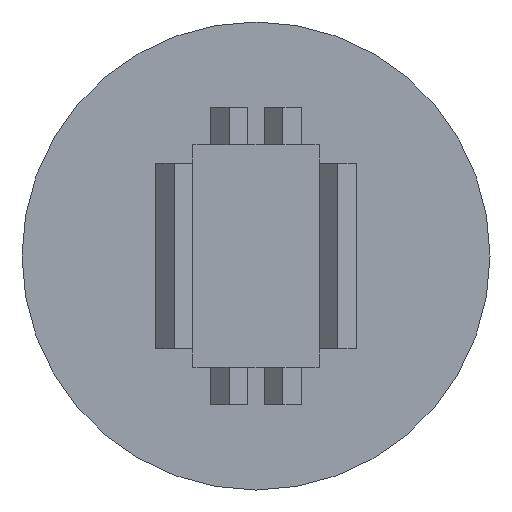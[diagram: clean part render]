
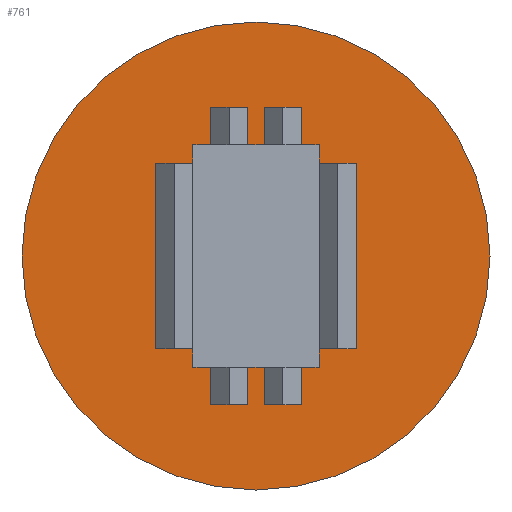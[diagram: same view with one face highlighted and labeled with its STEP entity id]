
A CAD part, front view. The second image highlights one B-rep face of the part: STEP entity #761.
In plain terms, the highlighted planar face has unit normal (0, -1, 0).
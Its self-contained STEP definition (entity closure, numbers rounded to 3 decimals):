
#15=FACE_BOUND('',#95,.T.);
#18=CIRCLE('',#814,12.6);
#56=FACE_OUTER_BOUND('',#94,.T.);
#94=EDGE_LOOP('',(#658));
#95=EDGE_LOOP('',(#659,#660,#661,#662,#663,#664,#665,#666,#667,#668,#669,
#670,#671,#672,#673,#674,#675,#676,#677,#678,#679,#680,#681,#682,#683,#684,
#685,#686));
#103=LINE('',#1023,#206);
#108=LINE('',#1034,#211);
#112=LINE('',#1043,#215);
#117=LINE('',#1054,#220);
#122=LINE('',#1063,#225);
#127=LINE('',#1073,#230);
#132=LINE('',#1083,#235);
#135=LINE('',#1089,#238);
#138=LINE('',#1093,#241);
#141=LINE('',#1099,#244);
#148=LINE('',#1113,#251);
#154=LINE('',#1125,#257);
#156=LINE('',#1129,#259);
#159=LINE('',#1133,#262);
#168=LINE('',#1153,#271);
#178=LINE('',#1174,#281);
#182=LINE('',#1181,#285);
#183=LINE('',#1183,#286);
#184=LINE('',#1185,#287);
#185=LINE('',#1187,#288);
#187=LINE('',#1192,#290);
#189=LINE('',#1195,#292);
#190=LINE('',#1196,#293);
#191=LINE('',#1198,#294);
#192=LINE('',#1201,#295);
#195=LINE('',#1206,#298);
#196=LINE('',#1207,#299);
#197=LINE('',#1209,#300);
#206=VECTOR('',#833,10.);
#211=VECTOR('',#840,10.);
#215=VECTOR('',#846,10.);
#220=VECTOR('',#853,10.);
#225=VECTOR('',#860,10.);
#230=VECTOR('',#869,10.);
#235=VECTOR('',#878,10.);
#238=VECTOR('',#881,10.);
#241=VECTOR('',#884,10.);
#244=VECTOR('',#889,10.);
#251=VECTOR('',#902,10.);
#257=VECTOR('',#914,10.);
#259=VECTOR('',#916,10.);
#262=VECTOR('',#919,10.);
#271=VECTOR('',#936,10.);
#281=VECTOR('',#952,10.);
#285=VECTOR('',#960,10.);
#286=VECTOR('',#963,10.);
#287=VECTOR('',#966,10.);
#288=VECTOR('',#969,10.);
#290=VECTOR('',#973,10.);
#292=VECTOR('',#977,10.);
#293=VECTOR('',#978,10.);
#294=VECTOR('',#981,10.);
#295=VECTOR('',#984,10.);
#298=VECTOR('',#989,10.);
#299=VECTOR('',#990,10.);
#300=VECTOR('',#993,10.);
#310=VERTEX_POINT('',#1020);
#311=VERTEX_POINT('',#1022);
#315=VERTEX_POINT('',#1031);
#316=VERTEX_POINT('',#1033);
#319=VERTEX_POINT('',#1040);
#320=VERTEX_POINT('',#1042);
#324=VERTEX_POINT('',#1051);
#325=VERTEX_POINT('',#1053);
#328=VERTEX_POINT('',#1061);
#331=VERTEX_POINT('',#1071);
#334=VERTEX_POINT('',#1081);
#336=VERTEX_POINT('',#1086);
#337=VERTEX_POINT('',#1088);
#338=VERTEX_POINT('',#1091);
#340=VERTEX_POINT('',#1097);
#344=VERTEX_POINT('',#1111);
#347=VERTEX_POINT('',#1123);
#348=VERTEX_POINT('',#1126);
#349=VERTEX_POINT('',#1128);
#350=VERTEX_POINT('',#1131);
#356=VERTEX_POINT('',#1150);
#357=VERTEX_POINT('',#1152);
#364=VERTEX_POINT('',#1171);
#365=VERTEX_POINT('',#1173);
#367=VERTEX_POINT('',#1189);
#368=VERTEX_POINT('',#1191);
#369=VERTEX_POINT('',#1200);
#370=VERTEX_POINT('',#1204);
#371=VERTEX_POINT('',#1211);
#380=EDGE_CURVE('',#311,#310,#103,.T.);
#385=EDGE_CURVE('',#316,#315,#108,.T.);
#389=EDGE_CURVE('',#320,#319,#112,.T.);
#394=EDGE_CURVE('',#325,#324,#117,.T.);
#399=EDGE_CURVE('',#319,#328,#122,.T.);
#404=EDGE_CURVE('',#324,#331,#127,.T.);
#409=EDGE_CURVE('',#331,#334,#132,.T.);
#412=EDGE_CURVE('',#337,#336,#135,.T.);
#415=EDGE_CURVE('',#328,#338,#138,.T.);
#418=EDGE_CURVE('',#315,#340,#141,.T.);
#425=EDGE_CURVE('',#310,#344,#148,.T.);
#431=EDGE_CURVE('',#344,#347,#154,.T.);
#433=EDGE_CURVE('',#349,#348,#156,.T.);
#436=EDGE_CURVE('',#340,#350,#159,.T.);
#445=EDGE_CURVE('',#357,#356,#168,.T.);
#455=EDGE_CURVE('',#365,#364,#178,.T.);
#459=EDGE_CURVE('',#334,#320,#182,.T.);
#460=EDGE_CURVE('',#348,#311,#183,.T.);
#461=EDGE_CURVE('',#336,#325,#184,.T.);
#462=EDGE_CURVE('',#347,#316,#185,.T.);
#464=EDGE_CURVE('',#368,#367,#187,.T.);
#466=EDGE_CURVE('',#350,#357,#189,.T.);
#467=EDGE_CURVE('',#367,#337,#190,.T.);
#468=EDGE_CURVE('',#356,#368,#191,.T.);
#469=EDGE_CURVE('',#369,#365,#192,.T.);
#472=EDGE_CURVE('',#338,#370,#195,.T.);
#473=EDGE_CURVE('',#364,#349,#196,.T.);
#474=EDGE_CURVE('',#370,#369,#197,.T.);
#476=EDGE_CURVE('',#371,#371,#18,.T.);
#658=ORIENTED_EDGE('',*,*,#476,.F.);
#659=ORIENTED_EDGE('',*,*,#472,.T.);
#660=ORIENTED_EDGE('',*,*,#474,.T.);
#661=ORIENTED_EDGE('',*,*,#469,.T.);
#662=ORIENTED_EDGE('',*,*,#455,.T.);
#663=ORIENTED_EDGE('',*,*,#473,.T.);
#664=ORIENTED_EDGE('',*,*,#433,.T.);
#665=ORIENTED_EDGE('',*,*,#460,.T.);
#666=ORIENTED_EDGE('',*,*,#380,.T.);
#667=ORIENTED_EDGE('',*,*,#425,.T.);
#668=ORIENTED_EDGE('',*,*,#431,.T.);
#669=ORIENTED_EDGE('',*,*,#462,.T.);
#670=ORIENTED_EDGE('',*,*,#385,.T.);
#671=ORIENTED_EDGE('',*,*,#418,.T.);
#672=ORIENTED_EDGE('',*,*,#436,.T.);
#673=ORIENTED_EDGE('',*,*,#466,.T.);
#674=ORIENTED_EDGE('',*,*,#445,.T.);
#675=ORIENTED_EDGE('',*,*,#468,.T.);
#676=ORIENTED_EDGE('',*,*,#464,.T.);
#677=ORIENTED_EDGE('',*,*,#467,.T.);
#678=ORIENTED_EDGE('',*,*,#412,.T.);
#679=ORIENTED_EDGE('',*,*,#461,.T.);
#680=ORIENTED_EDGE('',*,*,#394,.T.);
#681=ORIENTED_EDGE('',*,*,#404,.T.);
#682=ORIENTED_EDGE('',*,*,#409,.T.);
#683=ORIENTED_EDGE('',*,*,#459,.T.);
#684=ORIENTED_EDGE('',*,*,#389,.T.);
#685=ORIENTED_EDGE('',*,*,#399,.T.);
#686=ORIENTED_EDGE('',*,*,#415,.T.);
#723=PLANE('',#815);
#761=ADVANCED_FACE('',(#56,#15),#723,.F.);
#814=AXIS2_PLACEMENT_3D('',#1213,#997,#998);
#815=AXIS2_PLACEMENT_3D('',#1214,#999,#1000);
#833=DIRECTION('',(1.,0.,0.));
#840=DIRECTION('',(1.,0.,0.));
#846=DIRECTION('',(-1.,0.,0.));
#853=DIRECTION('',(-1.,0.,0.));
#860=DIRECTION('',(0.,0.,1.));
#869=DIRECTION('',(0.,0.,1.));
#878=DIRECTION('',(-1.,0.,0.));
#881=DIRECTION('',(-1.,0.,0.));
#884=DIRECTION('',(-1.,0.,0.));
#889=DIRECTION('',(0.,0.,-1.));
#902=DIRECTION('',(0.,0.,-1.));
#914=DIRECTION('',(1.,0.,0.));
#916=DIRECTION('',(1.,0.,0.));
#919=DIRECTION('',(1.,0.,0.));
#936=DIRECTION('',(1.,0.,0.));
#952=DIRECTION('',(1.,0.,0.));
#960=DIRECTION('',(0.,0.,-1.));
#963=DIRECTION('',(0.,0.,1.));
#966=DIRECTION('',(0.,0.,-1.));
#969=DIRECTION('',(0.,0.,1.));
#973=DIRECTION('',(-1.,0.,0.));
#977=DIRECTION('',(0.,0.,-1.));
#978=DIRECTION('',(0.,0.,-1.));
#981=DIRECTION('',(0.,0.,-1.));
#984=DIRECTION('',(0.,0.,1.));
#989=DIRECTION('',(0.,0.,1.));
#990=DIRECTION('',(0.,0.,1.));
#993=DIRECTION('',(-1.,0.,0.));
#997=DIRECTION('center_axis',(0.,1.,0.));
#998=DIRECTION('ref_axis',(-1.,0.,0.));
#999=DIRECTION('center_axis',(0.,1.,0.));
#1000=DIRECTION('ref_axis',(-1.,0.,0.));
#1020=CARTESIAN_POINT('',(-0.45,7.55,8.));
#1022=CARTESIAN_POINT('',(-2.45,7.55,8.));
#1023=CARTESIAN_POINT('',(-0.225,7.55,8.));
#1031=CARTESIAN_POINT('',(2.45,7.55,8.));
#1033=CARTESIAN_POINT('',(0.45,7.55,8.));
#1034=CARTESIAN_POINT('',(1.225,7.55,8.));
#1040=CARTESIAN_POINT('',(-2.45,7.55,-8.));
#1042=CARTESIAN_POINT('',(-0.45,7.55,-8.));
#1043=CARTESIAN_POINT('',(-1.225,7.55,-8.));
#1051=CARTESIAN_POINT('',(0.45,7.55,-8.));
#1053=CARTESIAN_POINT('',(2.45,7.55,-8.));
#1054=CARTESIAN_POINT('',(0.225,7.55,-8.));
#1061=CARTESIAN_POINT('',(-2.45,7.55,-6.));
#1063=CARTESIAN_POINT('',(-2.45,7.55,-3.75));
#1071=CARTESIAN_POINT('',(0.45,7.55,-6.));
#1073=CARTESIAN_POINT('',(0.45,7.55,-3.75));
#1081=CARTESIAN_POINT('',(-0.45,7.55,-6.));
#1083=CARTESIAN_POINT('',(1.7,7.55,-6.));
#1086=CARTESIAN_POINT('',(2.45,7.55,-6.));
#1088=CARTESIAN_POINT('',(3.4,7.55,-6.));
#1089=CARTESIAN_POINT('',(1.7,7.55,-6.));
#1091=CARTESIAN_POINT('',(-3.4,7.55,-6.));
#1093=CARTESIAN_POINT('',(1.7,7.55,-6.));
#1097=CARTESIAN_POINT('',(2.45,7.55,6.));
#1099=CARTESIAN_POINT('',(2.45,7.55,3.75));
#1111=CARTESIAN_POINT('',(-0.45,7.55,6.));
#1113=CARTESIAN_POINT('',(-0.45,7.55,3.75));
#1123=CARTESIAN_POINT('',(0.45,7.55,6.));
#1125=CARTESIAN_POINT('',(-1.7,7.55,6.));
#1126=CARTESIAN_POINT('',(-2.45,7.55,6.));
#1128=CARTESIAN_POINT('',(-3.4,7.55,6.));
#1129=CARTESIAN_POINT('',(-1.7,7.55,6.));
#1131=CARTESIAN_POINT('',(3.4,7.55,6.));
#1133=CARTESIAN_POINT('',(-1.7,7.55,6.));
#1150=CARTESIAN_POINT('',(5.4,7.55,5.));
#1152=CARTESIAN_POINT('',(3.4,7.55,5.));
#1153=CARTESIAN_POINT('',(2.7,7.55,5.));
#1171=CARTESIAN_POINT('',(-3.4,7.55,5.));
#1173=CARTESIAN_POINT('',(-5.4,7.55,5.));
#1174=CARTESIAN_POINT('',(-1.7,7.55,5.));
#1181=CARTESIAN_POINT('',(-0.45,7.55,-3.75));
#1183=CARTESIAN_POINT('',(-2.45,7.55,3.75));
#1185=CARTESIAN_POINT('',(2.45,7.55,-3.75));
#1187=CARTESIAN_POINT('',(0.45,7.55,3.75));
#1189=CARTESIAN_POINT('',(3.4,7.55,-5.));
#1191=CARTESIAN_POINT('',(5.4,7.55,-5.));
#1192=CARTESIAN_POINT('',(1.7,7.55,-5.));
#1195=CARTESIAN_POINT('',(3.4,7.55,2.75));
#1196=CARTESIAN_POINT('',(3.4,7.55,2.75));
#1198=CARTESIAN_POINT('',(5.4,7.55,-2.5));
#1200=CARTESIAN_POINT('',(-5.4,7.55,-5.));
#1201=CARTESIAN_POINT('',(-5.4,7.55,2.5));
#1204=CARTESIAN_POINT('',(-3.4,7.55,-5.));
#1206=CARTESIAN_POINT('',(-3.4,7.55,-2.75));
#1207=CARTESIAN_POINT('',(-3.4,7.55,2.75));
#1209=CARTESIAN_POINT('',(-2.7,7.55,-5.));
#1211=CARTESIAN_POINT('',(12.6,7.55,0.));
#1213=CARTESIAN_POINT('Origin',(0.,7.55,0.));
#1214=CARTESIAN_POINT('Origin',(0.,7.55,0.));
